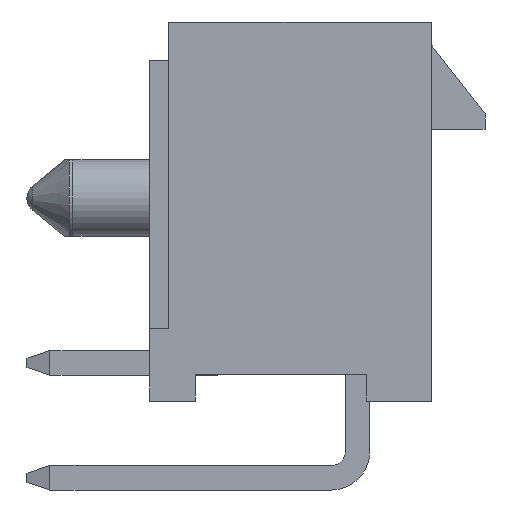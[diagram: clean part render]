
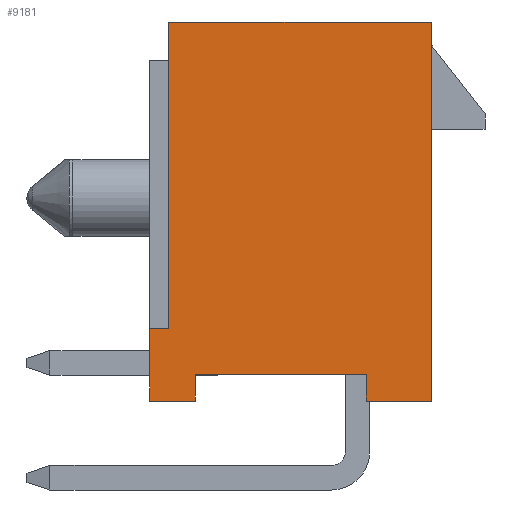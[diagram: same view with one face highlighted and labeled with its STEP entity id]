
A CAD part, left-side view. The second image highlights one B-rep face of the part: STEP entity #9181.
In plain terms, the highlighted planar face has unit normal (-1, 0, 0).
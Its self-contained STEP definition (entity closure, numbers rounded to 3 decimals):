
#1040=ORIENTED_EDGE('',*,*,#3629,.F.);
#1041=ORIENTED_EDGE('',*,*,#3630,.T.);
#1042=ORIENTED_EDGE('',*,*,#3413,.T.);
#1043=ORIENTED_EDGE('',*,*,#3314,.T.);
#1044=ORIENTED_EDGE('',*,*,#3307,.T.);
#1045=ORIENTED_EDGE('',*,*,#3619,.T.);
#1046=ORIENTED_EDGE('',*,*,#3525,.T.);
#1047=ORIENTED_EDGE('',*,*,#3631,.F.);
#1048=ORIENTED_EDGE('',*,*,#3632,.T.);
#1049=ORIENTED_EDGE('',*,*,#3502,.T.);
#3307=EDGE_CURVE('',#4604,#4603,#5514,.T.);
#3314=EDGE_CURVE('',#4610,#4604,#5521,.T.);
#3413=EDGE_CURVE('',#4696,#4610,#5611,.T.);
#3502=EDGE_CURVE('',#4773,#4772,#5691,.T.);
#3525=EDGE_CURVE('',#4788,#4787,#5714,.T.);
#3619=EDGE_CURVE('',#4603,#4788,#5808,.T.);
#3629=EDGE_CURVE('',#4877,#4772,#5818,.T.);
#3630=EDGE_CURVE('',#4877,#4696,#5819,.T.);
#3631=EDGE_CURVE('',#4878,#4787,#5820,.T.);
#3632=EDGE_CURVE('',#4878,#4773,#5821,.T.);
#4603=VERTEX_POINT('',#13285);
#4604=VERTEX_POINT('',#13287);
#4610=VERTEX_POINT('',#13301);
#4696=VERTEX_POINT('',#13500);
#4772=VERTEX_POINT('',#13682);
#4773=VERTEX_POINT('',#13684);
#4787=VERTEX_POINT('',#13721);
#4788=VERTEX_POINT('',#13723);
#4877=VERTEX_POINT('',#13919);
#4878=VERTEX_POINT('',#13922);
#5514=LINE('',#13286,#6761);
#5521=LINE('',#13300,#6768);
#5611=LINE('',#13503,#6858);
#5691=LINE('',#13683,#6938);
#5714=LINE('',#13722,#6961);
#5808=LINE('',#13905,#7055);
#5818=LINE('',#13918,#7065);
#5819=LINE('',#13920,#7066);
#5820=LINE('',#13921,#7067);
#5821=LINE('',#13923,#7068);
#6761=VECTOR('',#10691,1000.);
#6768=VECTOR('',#10700,1000.);
#6858=VECTOR('',#10824,1000.);
#6938=VECTOR('',#10938,1000.);
#6961=VECTOR('',#10963,1000.);
#7055=VECTOR('',#11059,1000.);
#7065=VECTOR('',#11073,1000.);
#7066=VECTOR('',#11074,1000.);
#7067=VECTOR('',#11075,1000.);
#7068=VECTOR('',#11076,1000.);
#7802=EDGE_LOOP('',(#1040,#1041,#1042,#1043,#1044,#1045,#1046,#1047,#1048,
#1049));
#8299=FACE_BOUND('',#7802,.T.);
#8769=PLANE('',#9723);
#9181=ADVANCED_FACE('',(#8299),#8769,.T.);
#9723=AXIS2_PLACEMENT_3D('',#13917,#11071,#11072);
#10691=DIRECTION('',(0.,0.,1.));
#10700=DIRECTION('',(0.,-1.,0.));
#10824=DIRECTION('',(0.,0.,-1.));
#10938=DIRECTION('',(0.,-1.,0.));
#10963=DIRECTION('',(0.,0.,-1.));
#11059=DIRECTION('',(0.,1.,0.));
#11071=DIRECTION('',(-1.,0.,0.));
#11072=DIRECTION('',(0.,0.,1.));
#11073=DIRECTION('',(0.,0.,-1.));
#11074=DIRECTION('',(0.,-1.,0.));
#11075=DIRECTION('',(0.,-1.,0.));
#11076=DIRECTION('',(0.,0.,-1.));
#13285=CARTESIAN_POINT('',(-15.35,-3.43,4.95));
#13286=CARTESIAN_POINT('',(-15.35,-3.43,-4.95));
#13287=CARTESIAN_POINT('',(-15.35,-3.43,-4.95));
#13300=CARTESIAN_POINT('',(-15.35,3.43,-4.95));
#13301=CARTESIAN_POINT('',(-15.35,-1.73,-4.95));
#13500=CARTESIAN_POINT('',(-15.35,-1.73,-4.25));
#13503=CARTESIAN_POINT('',(-15.35,-1.73,-3.95));
#13682=CARTESIAN_POINT('',(-15.35,2.73,-4.95));
#13683=CARTESIAN_POINT('',(-15.35,3.43,-4.95));
#13684=CARTESIAN_POINT('',(-15.35,3.93,-4.95));
#13721=CARTESIAN_POINT('',(-15.35,3.43,-3.05));
#13722=CARTESIAN_POINT('',(-15.35,3.43,4.95));
#13723=CARTESIAN_POINT('',(-15.35,3.43,4.95));
#13905=CARTESIAN_POINT('',(-15.35,-3.43,4.95));
#13917=CARTESIAN_POINT('',(-15.35,0.,0.));
#13918=CARTESIAN_POINT('',(-15.35,2.73,-3.95));
#13919=CARTESIAN_POINT('',(-15.35,2.73,-4.25));
#13920=CARTESIAN_POINT('',(-15.35,2.73,-4.25));
#13921=CARTESIAN_POINT('',(-15.35,3.93,-3.05));
#13922=CARTESIAN_POINT('',(-15.35,3.93,-3.05));
#13923=CARTESIAN_POINT('',(-15.35,3.93,-3.05));
